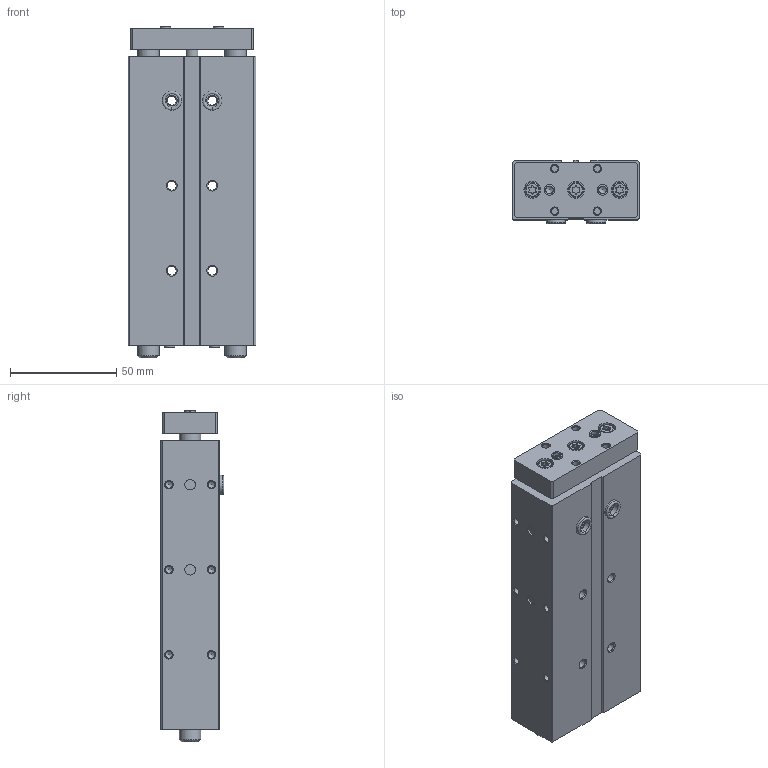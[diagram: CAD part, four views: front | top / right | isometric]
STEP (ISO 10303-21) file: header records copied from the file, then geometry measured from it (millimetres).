
FILE_DESCRIPTION(/* description */ ('STEP AP214'),/* implementation_level */ '2;1');
FILE_NAME(/* name */ '170831_DFM-12-100-P-A-GF',/* time_stamp */ '2024-08-14T11:07:17+02:00',/* author */ ('License CC BY-ND 4.0'),/* organization */ ('CADENAS'),/* preprocessor_version */ 'ST-DEVELOPER v19.3',/* originating_system */ 'PARTsolutions',/* authorisation */ ' ');
FILE_SCHEMA (('AUTOMOTIVE_DESIGN {1 0 10303 214 3 1 1}'));
Length unit declared in the file: millimetre
Products named in the file (6): 170831 DFM-12-100-P-A-GF---(0); 170831 DFM-12-100-P-A-GF---(Z); 170831 DFM-12-100-P-A-GF---(K); 8146543 ZBH-5-B; 5088186 M5x5; 8137184 ZBH-9-B
Assembly tree (10 placements, depth 2):
  170831 DFM-12-100-P-A-GF---(0)
    170831 DFM-12-100-P-A-GF---(Z)
    170831 DFM-12-100-P-A-GF---(K)
    8146543 ZBH-5-B  x4
    5088186 M5x5  x2
    8137184 ZBH-9-B  x2
Bounding box: 60 x 29.85 x 156.1 mm (x, y, z)
Volume: 221691.4 mm3; surface area: 64750.6 mm2
Topology: 10 solids, 10 shells, 383 faces, 933 edges, 604 vertices
Faces by surface type: cylinder 158, plane 152, cone 54, torus 19
Full cylindrical faces by diameter (mm): 2.57 x2, 3.242 x15, 4 x2, 4.134 x10, 4.3 x6, 5 x10, 6 x2, 7 x3, 8 x9, 9 x2, 10 x4, 12 x2, 14 x1
Entity records: 9246 total; most frequent: CARTESIAN_POINT 1762, DIRECTION 1572, ORIENTED_EDGE 1314, EDGE_CURVE 657, AXIS2_PLACEMENT_3D 647, FACE_BOUND 514, VERTEX_POINT 503, EDGE_LOOP 502
